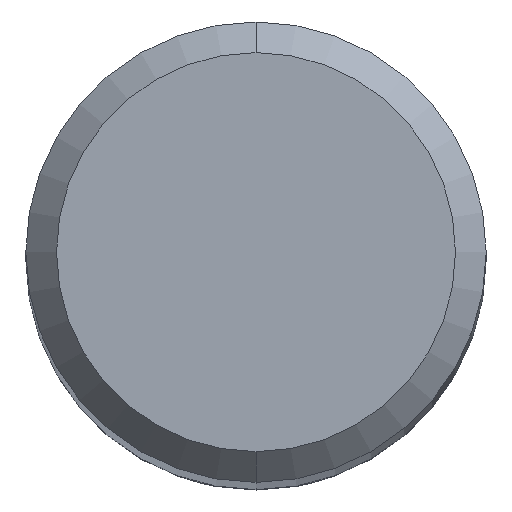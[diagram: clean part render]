
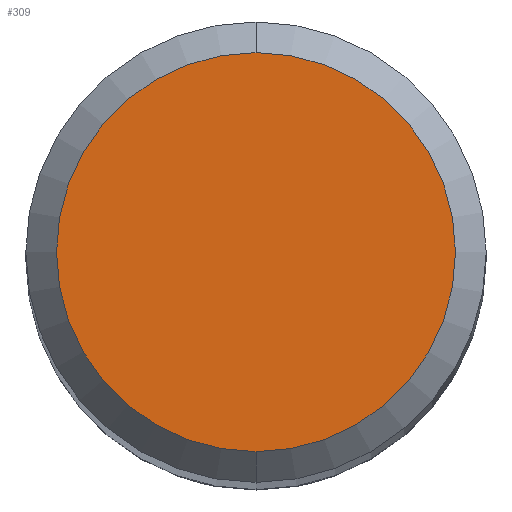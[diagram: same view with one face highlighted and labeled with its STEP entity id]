
A CAD part, top view. The second image highlights one B-rep face of the part: STEP entity #309.
In plain terms, the highlighted planar face has unit normal (0, 0, 1).
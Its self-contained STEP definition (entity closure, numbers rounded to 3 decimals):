
#233=EDGE_CURVE('',#353,#235,#493,.T.);
#235=VERTEX_POINT('',#495);
#309=ADVANCED_FACE('',(#580),#581,.T.);
#315=EDGE_CURVE('',#235,#353,#588,.T.);
#353=VERTEX_POINT('',#631);
#493=CIRCLE('',#913,2.6);
#495=CARTESIAN_POINT('',(0.0,2.6,0.0));
#580=FACE_OUTER_BOUND('',#1049,.T.);
#581=PLANE('',#1050);
#588=CIRCLE('',#1060,2.6);
#631=CARTESIAN_POINT('',(0.,-2.6,0.0));
#913=AXIS2_PLACEMENT_3D('',#1318,#1319,#1320);
#1049=EDGE_LOOP('',(#1440,#1441));
#1050=AXIS2_PLACEMENT_3D('',#1442,#1443,#1444);
#1060=AXIS2_PLACEMENT_3D('',#1454,#1455,#1456);
#1318=CARTESIAN_POINT('',(0.0,0.0,0.0));
#1319=DIRECTION('',(0.0,0.0,-1.0));
#1320=DIRECTION('',(0.0,1.0,0.0));
#1440=ORIENTED_EDGE('',*,*,#315,.F.);
#1441=ORIENTED_EDGE('',*,*,#233,.F.);
#1442=CARTESIAN_POINT('',(0.0,1.3,0.0));
#1443=DIRECTION('',(-0.0,0.0,1.0));
#1444=DIRECTION('',(0.0,-1.0,0.0));
#1454=CARTESIAN_POINT('',(0.0,0.0,0.0));
#1455=DIRECTION('',(0.0,0.0,-1.0));
#1456=DIRECTION('',(0.0,1.0,0.0));
